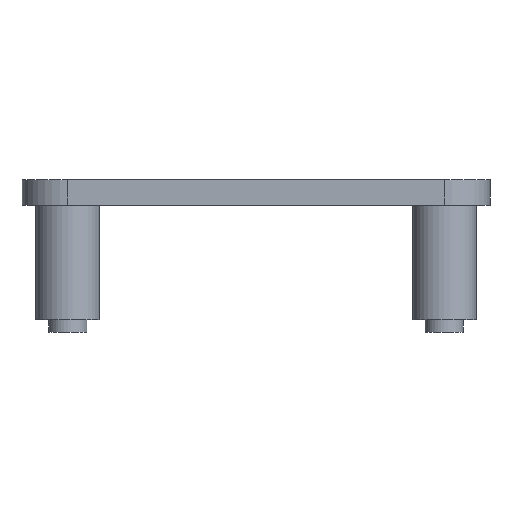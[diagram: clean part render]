
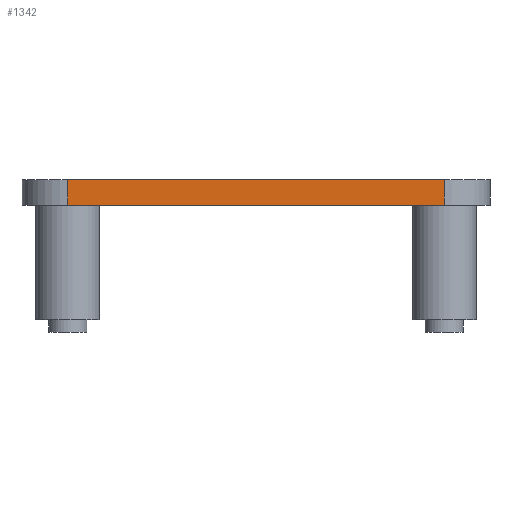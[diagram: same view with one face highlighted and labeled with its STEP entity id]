
A CAD part, left-side view. The second image highlights one B-rep face of the part: STEP entity #1342.
In plain terms, the highlighted planar face has unit normal (-1, 0, 0).
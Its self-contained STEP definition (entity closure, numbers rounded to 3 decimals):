
#116=PLANE('',#1550);
#209=FACE_OUTER_BOUND('',#341,.T.);
#341=EDGE_LOOP('',(#1178,#1179,#1180,#1181));
#363=LINE('',#2071,#437);
#413=LINE('',#2346,#487);
#421=LINE('',#2391,#495);
#422=LINE('',#2392,#496);
#437=VECTOR('',#1594,10.);
#487=VECTOR('',#1942,10.);
#495=VECTOR('',#1994,10.);
#496=VECTOR('',#1995,10.);
#608=VERTEX_POINT('',#2056);
#615=VERTEX_POINT('',#2069);
#690=VERTEX_POINT('',#2343);
#691=VERTEX_POINT('',#2345);
#723=EDGE_CURVE('',#615,#608,#363,.T.);
#847=EDGE_CURVE('',#690,#691,#413,.T.);
#868=EDGE_CURVE('',#608,#690,#421,.T.);
#869=EDGE_CURVE('',#691,#615,#422,.T.);
#1178=ORIENTED_EDGE('',*,*,#868,.F.);
#1179=ORIENTED_EDGE('',*,*,#723,.F.);
#1180=ORIENTED_EDGE('',*,*,#869,.F.);
#1181=ORIENTED_EDGE('',*,*,#847,.F.);
#1342=ADVANCED_FACE('',(#209),#116,.T.);
#1550=AXIS2_PLACEMENT_3D('',#2390,#1992,#1993);
#1594=DIRECTION('',(0.,-1.,0.));
#1942=DIRECTION('',(0.,1.,0.));
#1992=DIRECTION('center_axis',(-1.,0.,0.));
#1993=DIRECTION('ref_axis',(0.,-1.,0.));
#1994=DIRECTION('',(0.,0.,-1.));
#1995=DIRECTION('',(0.,0.,1.));
#2056=CARTESIAN_POINT('',(0.,3.6,1.));
#2069=CARTESIAN_POINT('',(0.,33.2,1.));
#2071=CARTESIAN_POINT('',(0.,33.2,1.));
#2343=CARTESIAN_POINT('',(0.,3.6,-1.));
#2345=CARTESIAN_POINT('',(0.,33.2,-1.));
#2346=CARTESIAN_POINT('',(0.,33.2,-1.));
#2390=CARTESIAN_POINT('Origin',(0.,33.2,0.));
#2391=CARTESIAN_POINT('',(0.,3.6,0.));
#2392=CARTESIAN_POINT('',(0.,33.2,0.));
